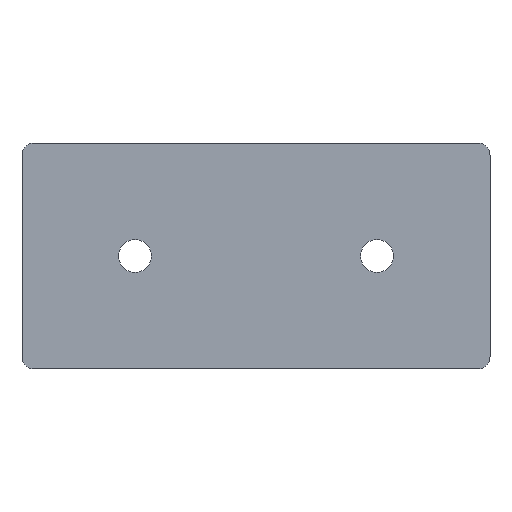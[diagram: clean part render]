
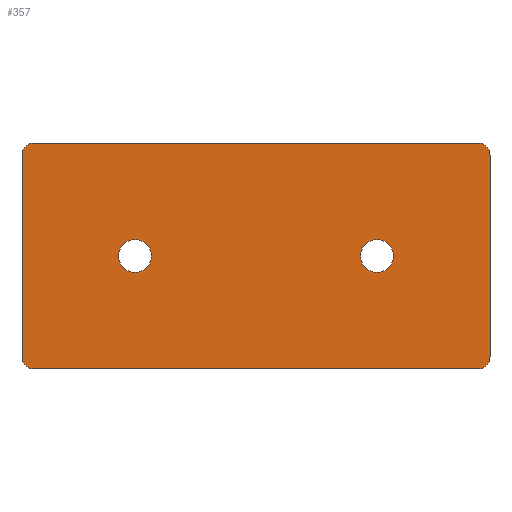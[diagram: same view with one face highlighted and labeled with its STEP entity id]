
A CAD part, top view. The second image highlights one B-rep face of the part: STEP entity #357.
In plain terms, the highlighted planar face has unit normal (0, 0, 1).
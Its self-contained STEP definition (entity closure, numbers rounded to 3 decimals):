
#2 = CIRCLE ( 'NONE', #156, 3. ) ;
#6 = EDGE_CURVE ( 'NONE', #382, #413, #346, .T. ) ;
#9 = VERTEX_POINT ( 'NONE', #358 ) ;
#20 = AXIS2_PLACEMENT_3D ( 'NONE', #31, #371, #284 ) ;
#22 = EDGE_CURVE ( 'NONE', #390, #9, #180, .T. ) ;
#26 = CARTESIAN_POINT ( 'NONE',  ( -25., -25., 4. ) ) ;
#27 = ORIENTED_EDGE ( 'NONE', *, *, #351, .F. ) ;
#30 = AXIS2_PLACEMENT_3D ( 'NONE', #331, #278, #490 ) ;
#31 = CARTESIAN_POINT ( 'NONE',  ( 60., 0., 4. ) ) ;
#32 = DIRECTION ( 'NONE',  ( 1., 0., 0. ) ) ;
#34 = ORIENTED_EDGE ( 'NONE', *, *, #412, .T. ) ;
#37 = VERTEX_POINT ( 'NONE', #71 ) ;
#39 = EDGE_CURVE ( 'NONE', #333, #372, #140, .T. ) ;
#40 = AXIS2_PLACEMENT_3D ( 'NONE', #254, #50, #211 ) ;
#47 = DIRECTION ( 'NONE',  ( 1., 0., 0. ) ) ;
#48 = CARTESIAN_POINT ( 'NONE',  ( 85., -28., 4. ) ) ;
#50 = DIRECTION ( 'NONE',  ( 0., 0., 1. ) ) ;
#51 = VERTEX_POINT ( 'NONE', #512 ) ;
#58 = CARTESIAN_POINT ( 'NONE',  ( -28., 28., 4. ) ) ;
#62 = AXIS2_PLACEMENT_3D ( 'NONE', #124, #466, #85 ) ;
#63 = CIRCLE ( 'NONE', #452, 4.1 ) ;
#65 = CARTESIAN_POINT ( 'NONE',  ( 4.1, 0., 4. ) ) ;
#71 = CARTESIAN_POINT ( 'NONE',  ( -28., -25., 4. ) ) ;
#74 = VERTEX_POINT ( 'NONE', #231 ) ;
#78 = EDGE_CURVE ( 'NONE', #74, #107, #501, .T. ) ;
#81 = AXIS2_PLACEMENT_3D ( 'NONE', #190, #524, #398 ) ;
#85 = DIRECTION ( 'NONE',  ( 1., 0., 0. ) ) ;
#91 = FACE_BOUND ( 'NONE', #196, .T. ) ;
#103 = ORIENTED_EDGE ( 'NONE', *, *, #489, .T. ) ;
#107 = VERTEX_POINT ( 'NONE', #137 ) ;
#109 = VERTEX_POINT ( 'NONE', #484 ) ;
#111 = CARTESIAN_POINT ( 'NONE',  ( 0., 0., 4. ) ) ;
#122 = CIRCLE ( 'NONE', #464, 4.1 ) ;
#124 = CARTESIAN_POINT ( 'NONE',  ( 0., 0., 4. ) ) ;
#125 = EDGE_CURVE ( 'NONE', #9, #263, #448, .T. ) ;
#137 = CARTESIAN_POINT ( 'NONE',  ( 55.9, 0., 4. ) ) ;
#140 = CIRCLE ( 'NONE', #30, 3. ) ;
#149 = DIRECTION ( 'NONE',  ( -1., 0., 0. ) ) ;
#150 = CARTESIAN_POINT ( 'NONE',  ( -28., -28., 4. ) ) ;
#156 = AXIS2_PLACEMENT_3D ( 'NONE', #26, #183, #434 ) ;
#168 = FACE_BOUND ( 'NONE', #427, .T. ) ;
#172 = ORIENTED_EDGE ( 'NONE', *, *, #362, .T. ) ;
#174 = DIRECTION ( 'NONE',  ( 1., 0., 0. ) ) ;
#179 = VECTOR ( 'NONE', #149, 1000. ) ;
#180 = LINE ( 'NONE', #433, #179 ) ;
#183 = DIRECTION ( 'NONE',  ( 0., 0., 1. ) ) ;
#188 = VECTOR ( 'NONE', #262, 1000. ) ;
#190 = CARTESIAN_POINT ( 'NONE',  ( 0., 0., 4. ) ) ;
#195 = CARTESIAN_POINT ( 'NONE',  ( 88., 28., 4. ) ) ;
#196 = EDGE_LOOP ( 'NONE', ( #27, #344 ) ) ;
#207 = VECTOR ( 'NONE', #517, 1000. ) ;
#211 = DIRECTION ( 'NONE',  ( 1., 0., 0. ) ) ;
#231 = CARTESIAN_POINT ( 'NONE',  ( 64.1, 0., 4. ) ) ;
#245 = CARTESIAN_POINT ( 'NONE',  ( -25., 25., 4. ) ) ;
#253 = ORIENTED_EDGE ( 'NONE', *, *, #515, .F. ) ;
#254 = CARTESIAN_POINT ( 'NONE',  ( 85., 25., 4. ) ) ;
#262 = DIRECTION ( 'NONE',  ( 0., -1., 0. ) ) ;
#263 = VERTEX_POINT ( 'NONE', #513 ) ;
#278 = DIRECTION ( 'NONE',  ( 0., 0., 1. ) ) ;
#284 = DIRECTION ( 'NONE',  ( 1., 0., 0. ) ) ;
#300 = VECTOR ( 'NONE', #399, 1000. ) ;
#303 = DIRECTION ( 'NONE',  ( 0., 0., 1. ) ) ;
#305 = EDGE_LOOP ( 'NONE', ( #523, #34, #103, #308, #508, #172, #492, #309 ) ) ;
#306 = CARTESIAN_POINT ( 'NONE',  ( 60., 0., 4. ) ) ;
#308 = ORIENTED_EDGE ( 'NONE', *, *, #39, .T. ) ;
#309 = ORIENTED_EDGE ( 'NONE', *, *, #125, .T. ) ;
#311 = ORIENTED_EDGE ( 'NONE', *, *, #6, .F. ) ;
#320 = EDGE_CURVE ( 'NONE', #263, #37, #431, .T. ) ;
#331 = CARTESIAN_POINT ( 'NONE',  ( 85., -25., 4. ) ) ;
#333 = VERTEX_POINT ( 'NONE', #48 ) ;
#334 = CARTESIAN_POINT ( 'NONE',  ( 85., 28., 4. ) ) ;
#344 = ORIENTED_EDGE ( 'NONE', *, *, #78, .F. ) ;
#346 = CIRCLE ( 'NONE', #81, 4.1 ) ;
#350 = CARTESIAN_POINT ( 'NONE',  ( -4.1, 0., 4. ) ) ;
#351 = EDGE_CURVE ( 'NONE', #107, #74, #122, .T. ) ;
#352 = FACE_OUTER_BOUND ( 'NONE', #305, .T. ) ;
#357 = ADVANCED_FACE ( 'NONE', ( #168, #352, #91 ), #500, .T. ) ;
#358 = CARTESIAN_POINT ( 'NONE',  ( -25., 28., 4. ) ) ;
#362 = EDGE_CURVE ( 'NONE', #109, #390, #387, .T. ) ;
#371 = DIRECTION ( 'NONE',  ( 0., 0., 1. ) ) ;
#372 = VERTEX_POINT ( 'NONE', #386 ) ;
#382 = VERTEX_POINT ( 'NONE', #350 ) ;
#386 = CARTESIAN_POINT ( 'NONE',  ( 88., -25., 4. ) ) ;
#387 = CIRCLE ( 'NONE', #40, 3. ) ;
#390 = VERTEX_POINT ( 'NONE', #334 ) ;
#398 = DIRECTION ( 'NONE',  ( 1., 0., 0. ) ) ;
#399 = DIRECTION ( 'NONE',  ( 1., 0., 0. ) ) ;
#407 = LINE ( 'NONE', #195, #207 ) ;
#410 = LINE ( 'NONE', #150, #300 ) ;
#412 = EDGE_CURVE ( 'NONE', #37, #51, #2, .T. ) ;
#413 = VERTEX_POINT ( 'NONE', #65 ) ;
#427 = EDGE_LOOP ( 'NONE', ( #311, #253 ) ) ;
#431 = LINE ( 'NONE', #58, #188 ) ;
#433 = CARTESIAN_POINT ( 'NONE',  ( -28., 28., 4. ) ) ;
#434 = DIRECTION ( 'NONE',  ( 1., 0., 0. ) ) ;
#448 = CIRCLE ( 'NONE', #511, 3. ) ;
#450 = DIRECTION ( 'NONE',  ( 0., 0., 1. ) ) ;
#452 = AXIS2_PLACEMENT_3D ( 'NONE', #111, #450, #32 ) ;
#464 = AXIS2_PLACEMENT_3D ( 'NONE', #306, #303, #174 ) ;
#466 = DIRECTION ( 'NONE',  ( 0., 0., 1. ) ) ;
#471 = DIRECTION ( 'NONE',  ( 0., 0., 1. ) ) ;
#484 = CARTESIAN_POINT ( 'NONE',  ( 88., 25., 4. ) ) ;
#489 = EDGE_CURVE ( 'NONE', #51, #333, #410, .T. ) ;
#490 = DIRECTION ( 'NONE',  ( 1., 0., 0. ) ) ;
#492 = ORIENTED_EDGE ( 'NONE', *, *, #22, .T. ) ;
#497 = EDGE_CURVE ( 'NONE', #372, #109, #407, .T. ) ;
#500 = PLANE ( 'NONE',  #62 ) ;
#501 = CIRCLE ( 'NONE', #20, 4.1 ) ;
#508 = ORIENTED_EDGE ( 'NONE', *, *, #497, .T. ) ;
#511 = AXIS2_PLACEMENT_3D ( 'NONE', #245, #471, #47 ) ;
#512 = CARTESIAN_POINT ( 'NONE',  ( -25., -28., 4. ) ) ;
#513 = CARTESIAN_POINT ( 'NONE',  ( -28., 25., 4. ) ) ;
#515 = EDGE_CURVE ( 'NONE', #413, #382, #63, .T. ) ;
#517 = DIRECTION ( 'NONE',  ( 0., 1., 0. ) ) ;
#523 = ORIENTED_EDGE ( 'NONE', *, *, #320, .T. ) ;
#524 = DIRECTION ( 'NONE',  ( 0., 0., 1. ) ) ;
